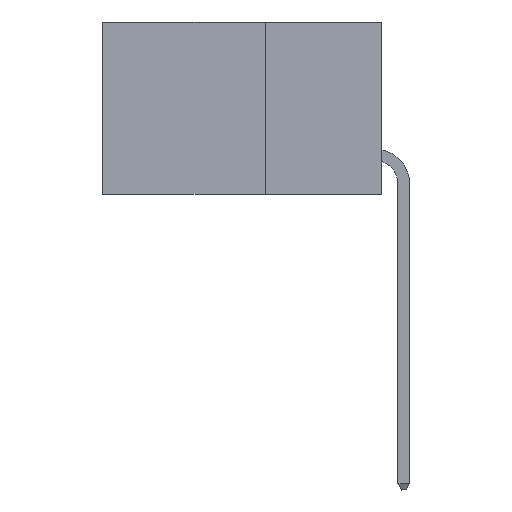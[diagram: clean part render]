
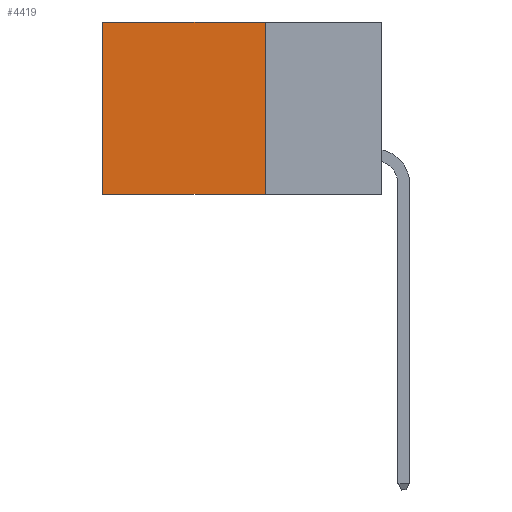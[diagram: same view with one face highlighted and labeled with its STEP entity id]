
A CAD part, left-side view. The second image highlights one B-rep face of the part: STEP entity #4419.
In plain terms, the highlighted planar face has unit normal (-1, 0, 0).
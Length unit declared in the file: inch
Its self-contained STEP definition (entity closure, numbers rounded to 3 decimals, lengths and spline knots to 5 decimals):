
#300 = DIRECTION ( 'NONE',  ( 0., 0., -1. ) ) ;
#811 = LINE ( 'NONE', #14003, #19819 ) ;
#903 = ORIENTED_EDGE ( 'NONE', *, *, #23125, .T. ) ;
#2293 = CARTESIAN_POINT ( 'NONE',  ( 0.2875, 0.6, 0. ) ) ;
#3420 = ORIENTED_EDGE ( 'NONE', *, *, #9574, .F. ) ;
#4322 = DIRECTION ( 'NONE',  ( 0., 1., 0. ) ) ;
#4419 = ADVANCED_FACE ( 'NONE', ( #8369 ), #10070, .F. ) ;
#4726 = CARTESIAN_POINT ( 'NONE',  ( 0.2875, 0.25, -0.37 ) ) ;
#5041 = VERTEX_POINT ( 'NONE', #20055 ) ;
#6086 = ORIENTED_EDGE ( 'NONE', *, *, #22326, .F. ) ;
#6939 = AXIS2_PLACEMENT_3D ( 'NONE', #10157, #14357, #16697 ) ;
#8369 = FACE_OUTER_BOUND ( 'NONE', #23769, .T. ) ;
#9574 = EDGE_CURVE ( 'NONE', #16572, #5041, #811, .T. ) ;
#9908 = VERTEX_POINT ( 'NONE', #29097 ) ;
#10070 = PLANE ( 'NONE',  #6939 ) ;
#10157 = CARTESIAN_POINT ( 'NONE',  ( 0.2875, 0.25, 0. ) ) ;
#10279 = LINE ( 'NONE', #29610, #19230 ) ;
#11110 = VERTEX_POINT ( 'NONE', #2293 ) ;
#11833 = ORIENTED_EDGE ( 'NONE', *, *, #19688, .T. ) ;
#14003 = CARTESIAN_POINT ( 'NONE',  ( 0.2875, 0.25, 0. ) ) ;
#14357 = DIRECTION ( 'NONE',  ( 1., 0., 0. ) ) ;
#15967 = DIRECTION ( 'NONE',  ( 0., 1., 0. ) ) ;
#16572 = VERTEX_POINT ( 'NONE', #23847 ) ;
#16697 = DIRECTION ( 'NONE',  ( 0., 0., -1. ) ) ;
#17162 = LINE ( 'NONE', #25501, #22542 ) ;
#19230 = VECTOR ( 'NONE', #22729, 39.37008 ) ;
#19688 = EDGE_CURVE ( 'NONE', #11110, #9908, #10279, .T. ) ;
#19819 = VECTOR ( 'NONE', #300, 39.37008 ) ;
#20055 = CARTESIAN_POINT ( 'NONE',  ( 0.2875, 0.25, -0.37 ) ) ;
#22326 = EDGE_CURVE ( 'NONE', #5041, #9908, #25042, .T. ) ;
#22542 = VECTOR ( 'NONE', #15967, 39.37008 ) ;
#22729 = DIRECTION ( 'NONE',  ( 0., 0., -1. ) ) ;
#23125 = EDGE_CURVE ( 'NONE', #16572, #11110, #17162, .T. ) ;
#23769 = EDGE_LOOP ( 'NONE', ( #11833, #6086, #3420, #903 ) ) ;
#23847 = CARTESIAN_POINT ( 'NONE',  ( 0.2875, 0.25, 0. ) ) ;
#25042 = LINE ( 'NONE', #4726, #28375 ) ;
#25501 = CARTESIAN_POINT ( 'NONE',  ( 0.2875, 0.25, 0. ) ) ;
#28375 = VECTOR ( 'NONE', #4322, 39.37008 ) ;
#29097 = CARTESIAN_POINT ( 'NONE',  ( 0.2875, 0.6, -0.37 ) ) ;
#29610 = CARTESIAN_POINT ( 'NONE',  ( 0.2875, 0.6, 0. ) ) ;
